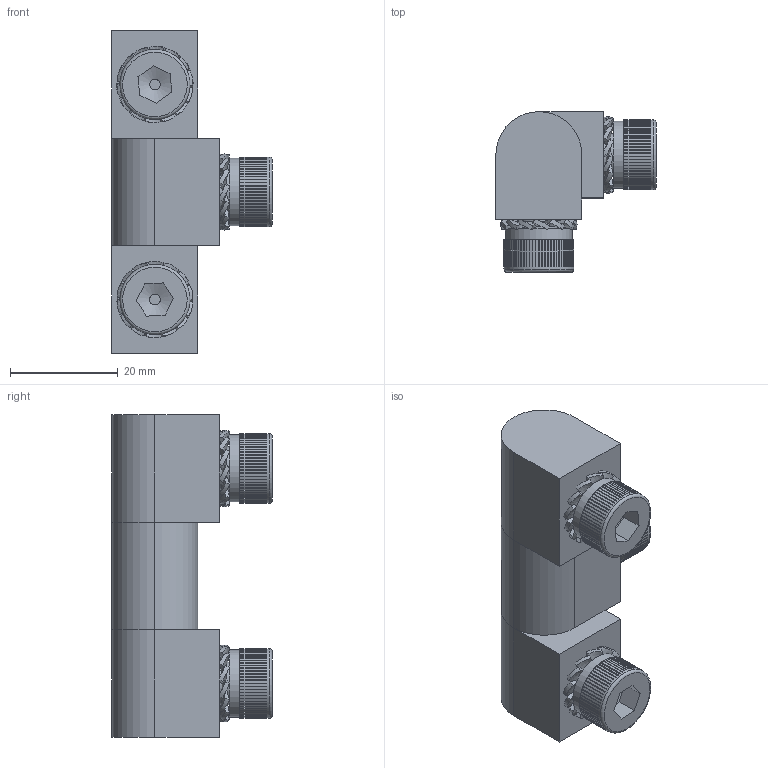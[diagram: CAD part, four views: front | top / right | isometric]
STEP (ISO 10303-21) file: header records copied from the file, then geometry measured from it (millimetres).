
FILE_DESCRIPTION(('STEP AP203'),'1');
FILE_NAME('293.3.1.step','2016-04-27T08:10:46',(' '),(' '),'Spatial InterOp 3D',' ',' ');
FILE_SCHEMA(('CONFIG_CONTROL_DESIGN'));
Length unit declared in the file: millimetre
Products named in the file (10): 1; 2; 3; 4; 5; 6; 7; 8; 9; 10
Bounding box: 29.8 x 29.8 x 60 mm (x, y, z)
Volume: 20918.1 mm3; surface area: 12362.1 mm2
Topology: 10 solids, 10 shells, 1151 faces, 3515 edges, 2396 vertices
Faces by surface type: plane 899, bspline 210, cylinder 28, cone 11, torus 3
Full cylindrical faces by diameter (mm): 6.75 x6, 8 x4, 8.1 x3, 8.3 x3, 12.5 x3, 13 x3
Entity records: 44298 total; most frequent: CARTESIAN_POINT 14195, ORIENTED_EDGE 6934, DIRECTION 5053, EDGE_CURVE 3467, VERTEX_POINT 2386, LINE 2187, VECTOR 2187, AXIS2_PLACEMENT_3D 1433
